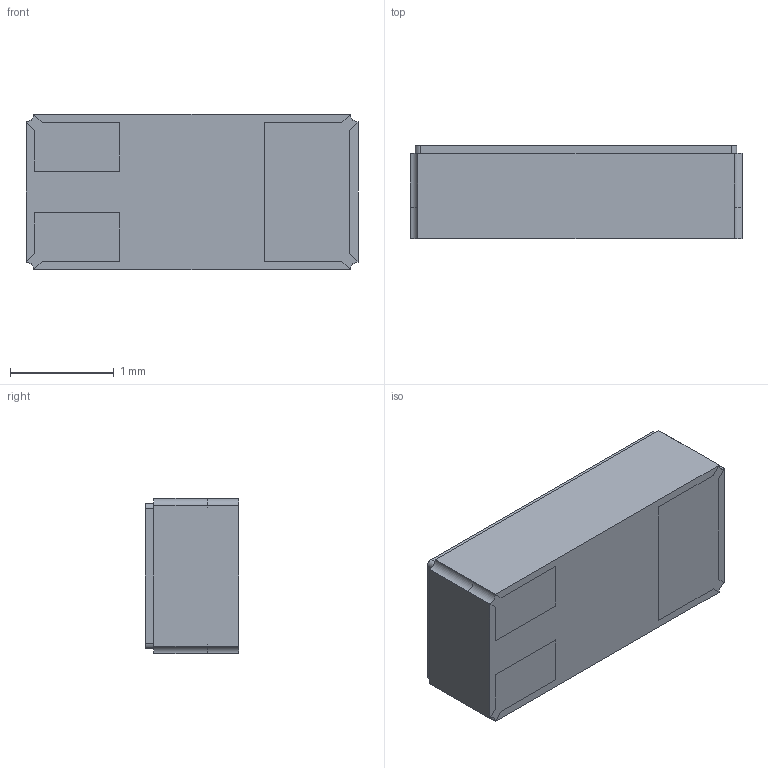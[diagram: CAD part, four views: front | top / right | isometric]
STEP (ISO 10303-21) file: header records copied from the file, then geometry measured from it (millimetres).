
FILE_DESCRIPTION (( 'STEP AP214' ), '1' );
FILE_NAME ('ECS-.327-12.5-34G-TR.STEP', '2020-11-15T11:29:13', ( '' ), ( '' ), 'SwSTEP 2.0', 'SolidWorks 2017', '' );
FILE_SCHEMA (( 'AUTOMOTIVE_DESIGN' ));
Length unit declared in the file: millimetre
Products named in the file (1): ECS-.327-12.5-34G-TR
Bounding box: 3.2 x 0.9 x 1.5 mm (x, y, z)
Volume: 4.3 mm3; surface area: 36.2 mm2
Topology: 5 solids, 5 shells, 74 faces, 184 edges, 120 vertices
Faces by surface type: plane 62, cylinder 12
Entity records: 2249 total; most frequent: CARTESIAN_POINT 379, ORIENTED_EDGE 368, DIRECTION 358, EDGE_CURVE 184, LINE 160, VECTOR 160, VERTEX_POINT 120, AXIS2_PLACEMENT_3D 99
